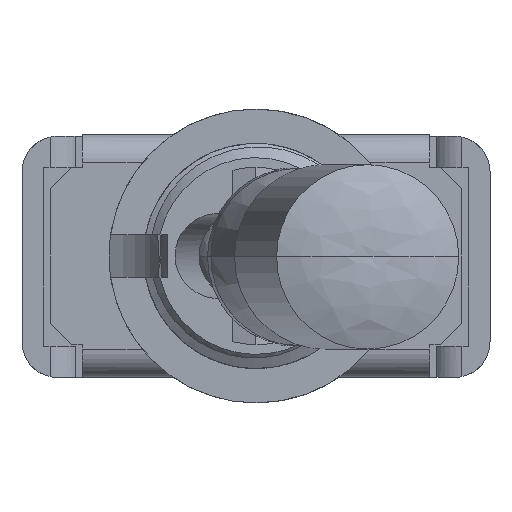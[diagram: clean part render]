
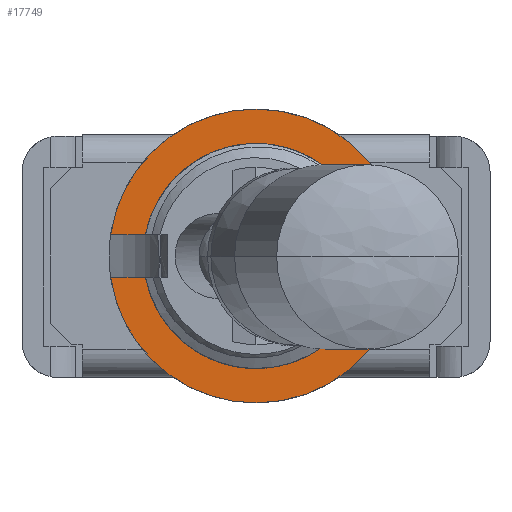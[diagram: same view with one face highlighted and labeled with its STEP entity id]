
A CAD part, front view. The second image highlights one B-rep face of the part: STEP entity #17749.
In plain terms, the highlighted planar face has unit normal (0, -1, 0).
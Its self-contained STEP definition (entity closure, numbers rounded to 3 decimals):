
#5882=DIRECTION('',(1.,0.,0.));
#5883=VECTOR('',#5882,0.983);
#5884=CARTESIAN_POINT('',(-4.101,-0.97,0.625));
#5885=LINE('',#5884,#5883);
#5886=CARTESIAN_POINT('',(0.,-0.97,0.025));
#5887=DIRECTION('',(0.,-1.,0.));
#5888=DIRECTION('',(0.,0.,1.));
#5889=AXIS2_PLACEMENT_3D('',#5886,#5887,#5888);
#5891=CARTESIAN_POINT('',(0.,-0.97,0.025));
#5892=DIRECTION('',(0.,1.,0.));
#5893=DIRECTION('',(0.,0.,1.));
#5894=AXIS2_PLACEMENT_3D('',#5891,#5892,#5893);
#5896=CARTESIAN_POINT('',(0.,-0.97,0.025));
#5897=DIRECTION('',(0.,-1.,0.));
#5898=DIRECTION('',(-0.989,0.,-0.145));
#5899=AXIS2_PLACEMENT_3D('',#5896,#5897,#5898);
#5901=DIRECTION('',(1.,0.,0.));
#5902=VECTOR('',#5901,0.983);
#5903=CARTESIAN_POINT('',(-4.101,-0.97,-0.575));
#5904=LINE('',#5903,#5902);
#5954=CARTESIAN_POINT('',(0.,-0.97,0.025));
#5955=DIRECTION('',(0.,1.,0.));
#5956=DIRECTION('',(-0.982,0.,0.189));
#5957=AXIS2_PLACEMENT_3D('',#5954,#5955,#5956);
#5971=CARTESIAN_POINT('',(0.,-0.97,0.025));
#5972=DIRECTION('',(0.,1.,0.));
#5973=DIRECTION('',(1.,0.,0.));
#5974=AXIS2_PLACEMENT_3D('',#5971,#5972,#5973);
#10646=CARTESIAN_POINT('',(0.,-0.97,4.17));
#10648=VERTEX_POINT('',#10646);
#10650=CARTESIAN_POINT('',(0.,-0.97,-4.12));
#10652=VERTEX_POINT('',#10650);
#10677=CARTESIAN_POINT('',(-4.101,-0.97,-0.575));
#10678=CARTESIAN_POINT('',(-3.118,-0.97,-0.575));
#10679=VERTEX_POINT('',#10677);
#10680=VERTEX_POINT('',#10678);
#10681=CARTESIAN_POINT('',(-4.101,-0.97,0.625));
#10682=CARTESIAN_POINT('',(-3.118,-0.97,0.625));
#10683=VERTEX_POINT('',#10681);
#10684=VERTEX_POINT('',#10682);
#10710=CARTESIAN_POINT('',(3.175,-0.97,0.025));
#10712=VERTEX_POINT('',#10710);
#17731=CARTESIAN_POINT('',(0.,-0.97,0.025));
#17732=DIRECTION('',(0.,1.,0.));
#17733=DIRECTION('',(0.,0.,-1.));
#17734=AXIS2_PLACEMENT_3D('',#17731,#17732,#17733);
#17735=PLANE('',#17734);
#17737=ORIENTED_EDGE('',*,*,#17736,.F.);
#17739=ORIENTED_EDGE('',*,*,#17738,.F.);
#17740=ORIENTED_EDGE('',*,*,#13482,.F.);
#17741=ORIENTED_EDGE('',*,*,#13465,.T.);
#17742=ORIENTED_EDGE('',*,*,#13490,.F.);
#17744=ORIENTED_EDGE('',*,*,#17743,.T.);
#17746=ORIENTED_EDGE('',*,*,#17745,.F.);
#17747=EDGE_LOOP('',(#17737,#17739,#17740,#17741,#17742,#17744,#17746));
#17748=FACE_OUTER_BOUND('',#17747,.F.);
#17749=ADVANCED_FACE('',(#17748),#17735,.F.);
#5890=CIRCLE('',#5889,4.145);
#5895=CIRCLE('',#5894,4.145);
#5900=CIRCLE('',#5899,4.145);
#5958=CIRCLE('',#5957,3.175);
#5975=CIRCLE('',#5974,3.175);
#13465=EDGE_CURVE('',#10648,#10652,#5895,.T.);
#13482=EDGE_CURVE('',#10648,#10683,#5890,.T.);
#13490=EDGE_CURVE('',#10679,#10652,#5900,.T.);
#17736=EDGE_CURVE('',#10684,#10712,#5958,.T.);
#17738=EDGE_CURVE('',#10683,#10684,#5885,.T.);
#17743=EDGE_CURVE('',#10679,#10680,#5904,.T.);
#17745=EDGE_CURVE('',#10712,#10680,#5975,.T.);
